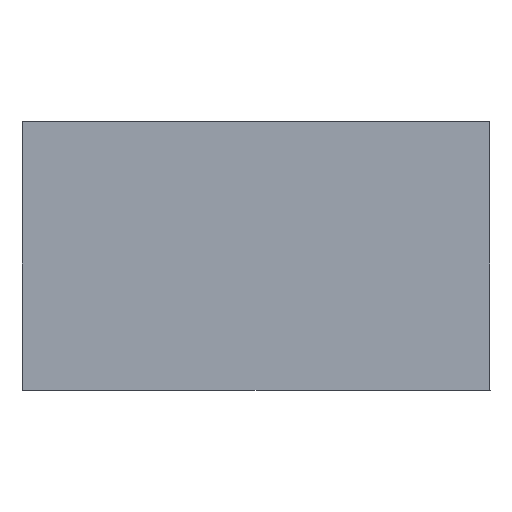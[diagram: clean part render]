
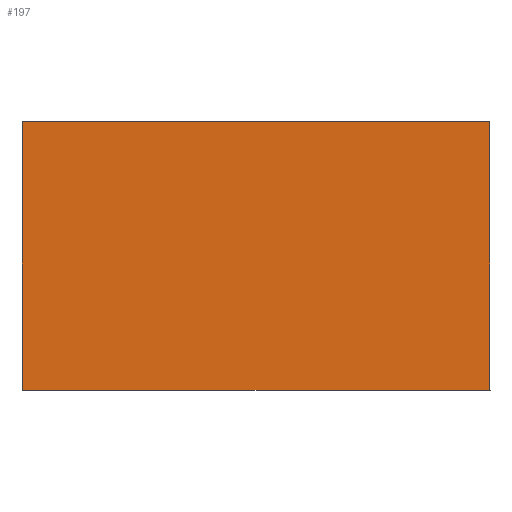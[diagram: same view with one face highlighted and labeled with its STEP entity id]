
A CAD part, front view. The second image highlights one B-rep face of the part: STEP entity #197.
In plain terms, the highlighted planar face has unit normal (0, -1, 0).
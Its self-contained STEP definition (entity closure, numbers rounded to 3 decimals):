
#197 = ADVANCED_FACE( '', ( #441 ), #442, .F. );
#441 = FACE_OUTER_BOUND( '', #739, .T. );
#442 = PLANE( '', #740 );
#739 = EDGE_LOOP( '', ( #1173, #1174, #1175, #1176, #1177, #1178, #1179, #1180 ) );
#740 = AXIS2_PLACEMENT_3D( '', #1181, #1182, #1183 );
#1173 = ORIENTED_EDGE( '', *, *, #2131, .F. );
#1174 = ORIENTED_EDGE( '', *, *, #2132, .T. );
#1175 = ORIENTED_EDGE( '', *, *, #2133, .F. );
#1176 = ORIENTED_EDGE( '', *, *, #2042, .F. );
#1177 = ORIENTED_EDGE( '', *, *, #2134, .T. );
#1178 = ORIENTED_EDGE( '', *, *, #2135, .F. );
#1179 = ORIENTED_EDGE( '', *, *, #2136, .T. );
#1180 = ORIENTED_EDGE( '', *, *, #2137, .T. );
#1181 = CARTESIAN_POINT( '', ( -2.7, -2.7, 3.1 ) );
#1182 = DIRECTION( '', ( 0., 1., 0. ) );
#1183 = DIRECTION( '', ( 0., 0., 1. ) );
#2042 = EDGE_CURVE( '', #2387, #2389, #2390, .T. );
#2131 = EDGE_CURVE( '', #2538, #2539, #2540, .T. );
#2132 = EDGE_CURVE( '', #2538, #2541, #2542, .T. );
#2133 = EDGE_CURVE( '', #2389, #2541, #2543, .T. );
#2134 = EDGE_CURVE( '', #2387, #2544, #2545, .T. );
#2135 = EDGE_CURVE( '', #2546, #2544, #2547, .T. );
#2136 = EDGE_CURVE( '', #2546, #2548, #2549, .T. );
#2137 = EDGE_CURVE( '', #2548, #2539, #2550, .T. );
#2387 = VERTEX_POINT( '', #3000 );
#2389 = VERTEX_POINT( '', #3003 );
#2390 = LINE( '', #3004, #3005 );
#2538 = VERTEX_POINT( '', #3373 );
#2539 = VERTEX_POINT( '', #3374 );
#2540 = LINE( '', #3375, #3376 );
#2541 = VERTEX_POINT( '', #3377 );
#2542 = LINE( '', #3378, #3379 );
#2543 = LINE( '', #3380, #3381 );
#2544 = VERTEX_POINT( '', #3382 );
#2545 = LINE( '', #3383, #3384 );
#2546 = VERTEX_POINT( '', #3385 );
#2547 = LINE( '', #3386, #3387 );
#2548 = VERTEX_POINT( '', #3388 );
#2549 = LINE( '', #3389, #3390 );
#2550 = LINE( '', #3391, #3392 );
#3000 = CARTESIAN_POINT( '', ( -2.7, -2.7, 3.1 ) );
#3003 = CARTESIAN_POINT( '', ( 2.7, -2.7, 3.1 ) );
#3004 = CARTESIAN_POINT( '', ( -2.7, -2.7, 3.1 ) );
#3005 = VECTOR( '', #4014, 1000. );
#3373 = CARTESIAN_POINT( '', ( 1.1, -2.7, 0. ) );
#3374 = CARTESIAN_POINT( '', ( 1.1, -2.7, 0. ) );
#3375 = CARTESIAN_POINT( '', ( 1.1, -2.7, 0. ) );
#3376 = VECTOR( '', #4044, 1000. );
#3377 = CARTESIAN_POINT( '', ( 2.7, -2.7, 0. ) );
#3378 = CARTESIAN_POINT( '', ( 1.1, -2.7, 0. ) );
#3379 = VECTOR( '', #4045, 1000. );
#3380 = CARTESIAN_POINT( '', ( 2.7, -2.7, 3.1 ) );
#3381 = VECTOR( '', #4046, 1000. );
#3382 = CARTESIAN_POINT( '', ( -2.7, -2.7, 0. ) );
#3383 = CARTESIAN_POINT( '', ( -2.7, -2.7, 3.1 ) );
#3384 = VECTOR( '', #4047, 1000. );
#3385 = CARTESIAN_POINT( '', ( -1.1, -2.7, 0. ) );
#3386 = CARTESIAN_POINT( '', ( -1.1, -2.7, 0. ) );
#3387 = VECTOR( '', #4048, 1000. );
#3388 = CARTESIAN_POINT( '', ( -1.1, -2.7, 0. ) );
#3389 = CARTESIAN_POINT( '', ( -1.1, -2.7, 0. ) );
#3390 = VECTOR( '', #4049, 1000. );
#3391 = CARTESIAN_POINT( '', ( -2.7, -2.7, 0. ) );
#3392 = VECTOR( '', #4050, 1000. );
#4014 = DIRECTION( '', ( 1., 0., 0. ) );
#4044 = DIRECTION( '', ( 0., 0., -1. ) );
#4045 = DIRECTION( '', ( 1., 0., 0. ) );
#4046 = DIRECTION( '', ( 0., 0., -1. ) );
#4047 = DIRECTION( '', ( 0., 0., -1. ) );
#4048 = DIRECTION( '', ( -1., 0., 0. ) );
#4049 = DIRECTION( '', ( 0., 0., -1. ) );
#4050 = DIRECTION( '', ( 1., 0., 0. ) );
